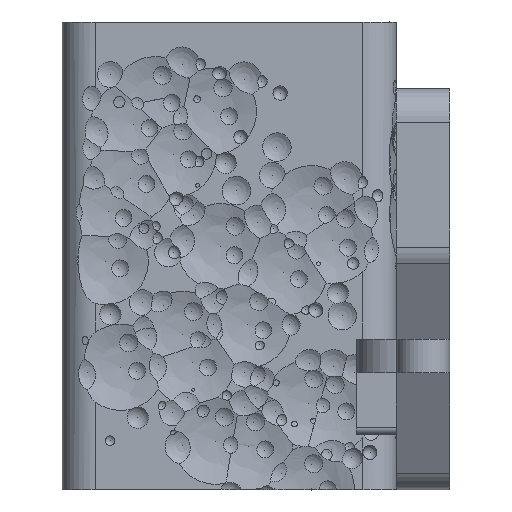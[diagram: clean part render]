
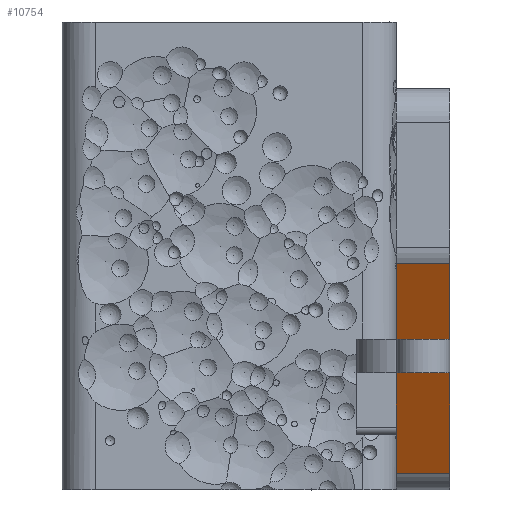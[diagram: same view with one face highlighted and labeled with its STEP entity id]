
A CAD part, left-side view. The second image highlights one B-rep face of the part: STEP entity #10754.
In plain terms, the highlighted planar face has unit normal (-0.868, 0, -0.496).
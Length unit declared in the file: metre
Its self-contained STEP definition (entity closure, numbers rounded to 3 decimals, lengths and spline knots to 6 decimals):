
#610=LINE('',#17318,#1086);
#688=LINE('',#17554,#1164);
#763=LINE('',#17756,#1239);
#764=LINE('',#17757,#1240);
#1086=VECTOR('',#13234,1.);
#1164=VECTOR('',#13394,1.);
#1239=VECTOR('',#13627,1.);
#1240=VECTOR('',#13628,1.);
#1925=ORIENTED_EDGE('',*,*,#4997,.F.);
#1926=ORIENTED_EDGE('',*,*,#5217,.T.);
#1927=ORIENTED_EDGE('',*,*,#5115,.F.);
#1928=ORIENTED_EDGE('',*,*,#5218,.T.);
#4997=EDGE_CURVE('',#6710,#6711,#610,.F.);
#5115=EDGE_CURVE('',#6828,#6829,#688,.F.);
#5217=EDGE_CURVE('',#6710,#6829,#763,.F.);
#5218=EDGE_CURVE('',#6828,#6711,#764,.F.);
#6710=VERTEX_POINT('',#17317);
#6711=VERTEX_POINT('',#17319);
#6828=VERTEX_POINT('',#17555);
#6829=VERTEX_POINT('',#17556);
#9072=EDGE_LOOP('',(#1925,#1926,#1927,#1928));
#9842=FACE_BOUND('',#9072,.T.);
#10580=PLANE('',#11533);
#10754=ADVANCED_FACE('',(#9842),#10580,.F.);
#11533=AXIS2_PLACEMENT_3D('',#17755,#13625,#13626);
#13234=DIRECTION('',(-0.496,0.,0.868));
#13394=DIRECTION('',(0.496,0.,-0.868));
#13625=DIRECTION('',(0.868,0.,0.496));
#13626=DIRECTION('',(0.,1.,0.));
#13627=DIRECTION('',(0.,-1.,0.));
#13628=DIRECTION('',(0.,1.,0.));
#17317=CARTESIAN_POINT('',(-0.041341,-0.008,0.033847));
#17318=CARTESIAN_POINT('',(-0.029508,-0.008,0.013138));
#17319=CARTESIAN_POINT('',(-0.02344,-0.008,0.002519));
#17554=CARTESIAN_POINT('',(-0.022,0.,0.));
#17555=CARTESIAN_POINT('',(-0.02344,0.,0.002519));
#17556=CARTESIAN_POINT('',(-0.041341,0.,0.033847));
#17755=CARTESIAN_POINT('',(-0.022,-0.008,0.));
#17756=CARTESIAN_POINT('',(-0.041341,0.,0.033847));
#17757=CARTESIAN_POINT('',(-0.02344,-0.008,0.002519));
